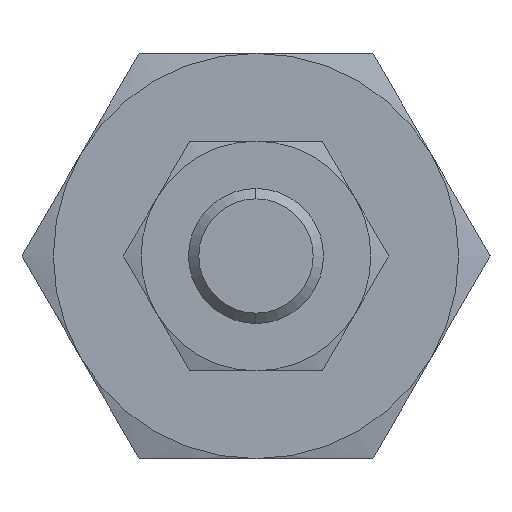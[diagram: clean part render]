
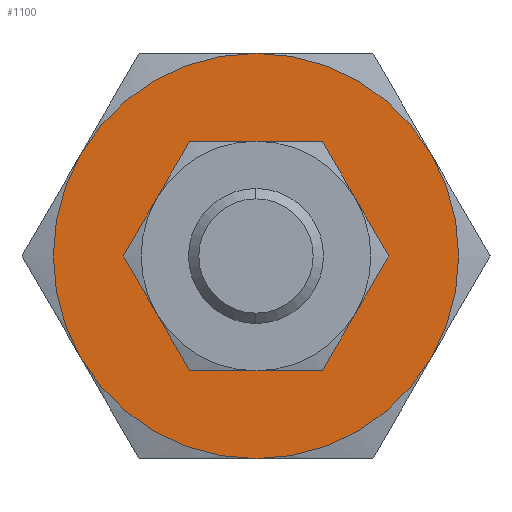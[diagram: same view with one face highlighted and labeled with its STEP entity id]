
A CAD part, left-side view. The second image highlights one B-rep face of the part: STEP entity #1100.
In plain terms, the highlighted planar face has unit normal (-1, 0, 0).
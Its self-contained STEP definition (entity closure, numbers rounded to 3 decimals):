
#3 = DIRECTION ( 'NONE',  ( 1., 0., 0. ) ) ;
#12 = DIRECTION ( 'NONE',  ( 1., 0., 0. ) ) ;
#169 = DIRECTION ( 'NONE',  ( 0., 0., -1. ) ) ;
#175 = DIRECTION ( 'NONE',  ( 0., 0., -1. ) ) ;
#191 = ORIENTED_EDGE ( 'NONE', *, *, #2361, .F. ) ;
#229 = CIRCLE ( 'NONE', #2387, 15. ) ;
#260 = CARTESIAN_POINT ( 'NONE',  ( -46., 0., 0. ) ) ;
#319 = EDGE_LOOP ( 'NONE', ( #1255, #1284 ) ) ;
#337 = AXIS2_PLACEMENT_3D ( 'NONE', #3142, #1649, #175 ) ;
#361 = DIRECTION ( 'NONE',  ( 1., 0., 0. ) ) ;
#376 = CIRCLE ( 'NONE', #1108, 15. ) ;
#412 = PLANE ( 'NONE',  #337 ) ;
#430 = DIRECTION ( 'NONE',  ( 1., 0., 0. ) ) ;
#480 = EDGE_CURVE ( 'NONE', #2171, #2605, #1290, .T. ) ;
#516 = DIRECTION ( 'NONE',  ( 0., 0., -1. ) ) ;
#695 = AXIS2_PLACEMENT_3D ( 'NONE', #1900, #430, #2149 ) ;
#696 = CARTESIAN_POINT ( 'NONE',  ( -46., 0., -7. ) ) ;
#720 = AXIS2_PLACEMENT_3D ( 'NONE', #1482, #12, #1725 ) ;
#735 = ORIENTED_EDGE ( 'NONE', *, *, #480, .F. ) ;
#809 = AXIS2_PLACEMENT_3D ( 'NONE', #2861, #1370, #3115 ) ;
#1037 = EDGE_CURVE ( 'NONE', #1386, #1205, #229, .T. ) ;
#1100 = ADVANCED_FACE ( 'NONE', ( #2118, #2785 ), #412, .F. ) ;
#1108 = AXIS2_PLACEMENT_3D ( 'NONE', #3135, #1643, #169 ) ;
#1205 = VERTEX_POINT ( 'NONE', #2968 ) ;
#1244 = EDGE_CURVE ( 'NONE', #2791, #1545, #2979, .T. ) ;
#1255 = ORIENTED_EDGE ( 'NONE', *, *, #1244, .T. ) ;
#1284 = ORIENTED_EDGE ( 'NONE', *, *, #2405, .T. ) ;
#1286 = VERTEX_POINT ( 'NONE', #2991 ) ;
#1290 = CIRCLE ( 'NONE', #809, 15. ) ;
#1347 = CARTESIAN_POINT ( 'NONE',  ( -46., 0., -15. ) ) ;
#1370 = DIRECTION ( 'NONE',  ( 1., 0., 0. ) ) ;
#1371 = CARTESIAN_POINT ( 'NONE',  ( -46., 0., 0. ) ) ;
#1386 = VERTEX_POINT ( 'NONE', #1924 ) ;
#1466 = CIRCLE ( 'NONE', #2116, 15. ) ;
#1477 = CARTESIAN_POINT ( 'NONE',  ( -46., 0., 0. ) ) ;
#1482 = CARTESIAN_POINT ( 'NONE',  ( -46., 0., 0. ) ) ;
#1501 = CARTESIAN_POINT ( 'NONE',  ( -46., 0., 7. ) ) ;
#1510 = ORIENTED_EDGE ( 'NONE', *, *, #3127, .F. ) ;
#1545 = VERTEX_POINT ( 'NONE', #1501 ) ;
#1626 = DIRECTION ( 'NONE',  ( 0., 0., -1. ) ) ;
#1643 = DIRECTION ( 'NONE',  ( 1., 0., 0. ) ) ;
#1649 = DIRECTION ( 'NONE',  ( 1., 0., 0. ) ) ;
#1655 = ORIENTED_EDGE ( 'NONE', *, *, #1790, .F. ) ;
#1719 = DIRECTION ( 'NONE',  ( 0., 0., -1. ) ) ;
#1725 = DIRECTION ( 'NONE',  ( 0., 0., -1. ) ) ;
#1790 = EDGE_CURVE ( 'NONE', #2341, #1286, #2112, .T. ) ;
#1822 = CIRCLE ( 'NONE', #720, 7. ) ;
#1828 = CARTESIAN_POINT ( 'NONE',  ( -46., 0., 0. ) ) ;
#1900 = CARTESIAN_POINT ( 'NONE',  ( -46., 0., 0. ) ) ;
#1924 = CARTESIAN_POINT ( 'NONE',  ( -46., 12.99, -7.5 ) ) ;
#1983 = DIRECTION ( 'NONE',  ( 1., 0., 0. ) ) ;
#2050 = CIRCLE ( 'NONE', #2058, 15. ) ;
#2058 = AXIS2_PLACEMENT_3D ( 'NONE', #1477, #3, #1719 ) ;
#2076 = DIRECTION ( 'NONE',  ( 0., 0., -1. ) ) ;
#2112 = CIRCLE ( 'NONE', #695, 15. ) ;
#2113 = CARTESIAN_POINT ( 'NONE',  ( -46., 0., 15. ) ) ;
#2116 = AXIS2_PLACEMENT_3D ( 'NONE', #1828, #361, #2076 ) ;
#2118 = FACE_OUTER_BOUND ( 'NONE', #2763, .T. ) ;
#2149 = DIRECTION ( 'NONE',  ( 0., 0., -1. ) ) ;
#2171 = VERTEX_POINT ( 'NONE', #3083 ) ;
#2341 = VERTEX_POINT ( 'NONE', #2113 ) ;
#2361 = EDGE_CURVE ( 'NONE', #2605, #1386, #376, .T. ) ;
#2371 = ORIENTED_EDGE ( 'NONE', *, *, #1037, .F. ) ;
#2387 = AXIS2_PLACEMENT_3D ( 'NONE', #1371, #3116, #1626 ) ;
#2405 = EDGE_CURVE ( 'NONE', #1545, #2791, #1822, .T. ) ;
#2429 = AXIS2_PLACEMENT_3D ( 'NONE', #260, #1983, #516 ) ;
#2605 = VERTEX_POINT ( 'NONE', #1347 ) ;
#2711 = ORIENTED_EDGE ( 'NONE', *, *, #3088, .F. ) ;
#2763 = EDGE_LOOP ( 'NONE', ( #2371, #191, #735, #2711, #1655, #1510 ) ) ;
#2785 = FACE_BOUND ( 'NONE', #319, .T. ) ;
#2791 = VERTEX_POINT ( 'NONE', #696 ) ;
#2861 = CARTESIAN_POINT ( 'NONE',  ( -46., 0., 0. ) ) ;
#2968 = CARTESIAN_POINT ( 'NONE',  ( -46., 12.99, 7.5 ) ) ;
#2979 = CIRCLE ( 'NONE', #2429, 7. ) ;
#2991 = CARTESIAN_POINT ( 'NONE',  ( -46., -12.99, 7.5 ) ) ;
#3083 = CARTESIAN_POINT ( 'NONE',  ( -46., -12.99, -7.5 ) ) ;
#3088 = EDGE_CURVE ( 'NONE', #1286, #2171, #1466, .T. ) ;
#3115 = DIRECTION ( 'NONE',  ( 0., 0., -1. ) ) ;
#3116 = DIRECTION ( 'NONE',  ( 1., 0., 0. ) ) ;
#3127 = EDGE_CURVE ( 'NONE', #1205, #2341, #2050, .T. ) ;
#3135 = CARTESIAN_POINT ( 'NONE',  ( -46., 0., 0. ) ) ;
#3142 = CARTESIAN_POINT ( 'NONE',  ( -46., 7., 0. ) ) ;
